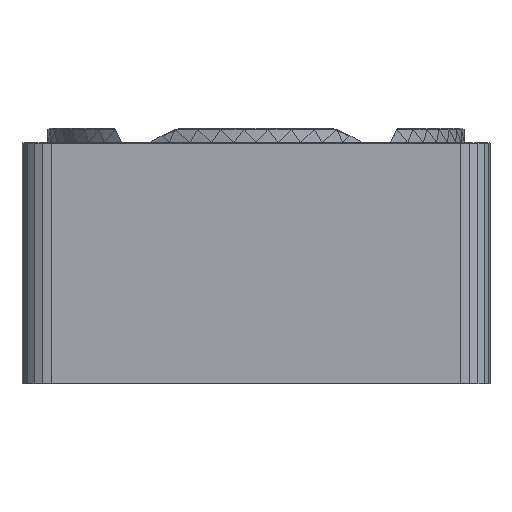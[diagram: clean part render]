
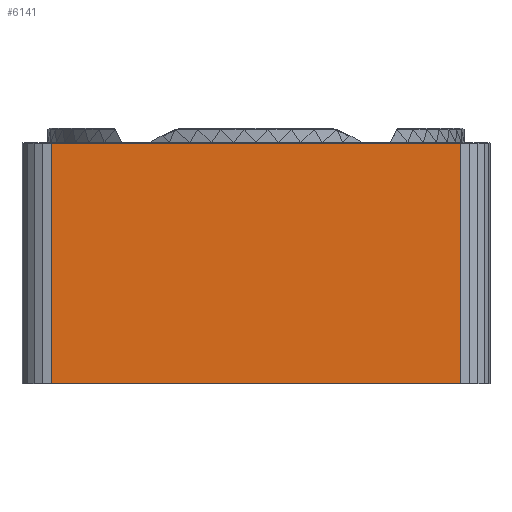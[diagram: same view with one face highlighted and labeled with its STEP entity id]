
A CAD part, front view. The second image highlights one B-rep face of the part: STEP entity #6141.
In plain terms, the highlighted planar face has unit normal (0, -1, 0).
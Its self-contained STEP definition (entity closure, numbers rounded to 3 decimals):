
#152 = VERTEX_POINT('',#153);
#153 = CARTESIAN_POINT('',(28.,-34.,-30.));
#159 = EDGE_CURVE('',#152,#160,#162,.T.);
#160 = VERTEX_POINT('',#161);
#161 = CARTESIAN_POINT('',(-28.,-34.,-30.));
#162 = LINE('',#163,#164);
#163 = CARTESIAN_POINT('',(28.,-34.,-30.));
#164 = VECTOR('',#165,1.);
#165 = DIRECTION('',(-1.,0.,0.));
#1462 = VERTEX_POINT('',#1463);
#1463 = CARTESIAN_POINT('',(-28.,-34.,2.9));
#1591 = VERTEX_POINT('',#1592);
#1592 = CARTESIAN_POINT('',(28.,-34.,2.9));
#5859 = EDGE_CURVE('',#1462,#1591,#5860,.T.);
#5860 = LINE('',#5861,#5862);
#5861 = CARTESIAN_POINT('',(-28.,-34.,2.9));
#5862 = VECTOR('',#5863,1.);
#5863 = DIRECTION('',(1.,0.,0.));
#6131 = EDGE_CURVE('',#1591,#152,#6132,.T.);
#6132 = LINE('',#6133,#6134);
#6133 = CARTESIAN_POINT('',(28.,-34.,2.9));
#6134 = VECTOR('',#6135,1.);
#6135 = DIRECTION('',(0.,0.,-1.));
#6141 = ADVANCED_FACE('',(#6142),#6153,.T.);
#6142 = FACE_BOUND('',#6143,.T.);
#6143 = EDGE_LOOP('',(#6144,#6145,#6146,#6152));
#6144 = ORIENTED_EDGE('',*,*,#6131,.F.);
#6145 = ORIENTED_EDGE('',*,*,#5859,.F.);
#6146 = ORIENTED_EDGE('',*,*,#6147,.T.);
#6147 = EDGE_CURVE('',#1462,#160,#6148,.T.);
#6148 = LINE('',#6149,#6150);
#6149 = CARTESIAN_POINT('',(-28.,-34.,2.9));
#6150 = VECTOR('',#6151,1.);
#6151 = DIRECTION('',(0.,0.,-1.));
#6152 = ORIENTED_EDGE('',*,*,#159,.F.);
#6153 = PLANE('',#6154);
#6154 = AXIS2_PLACEMENT_3D('',#6155,#6156,#6157);
#6155 = CARTESIAN_POINT('',(0.,-34.,-13.55));
#6156 = DIRECTION('',(-0.,-1.,-0.));
#6157 = DIRECTION('',(0.,0.,-1.));
